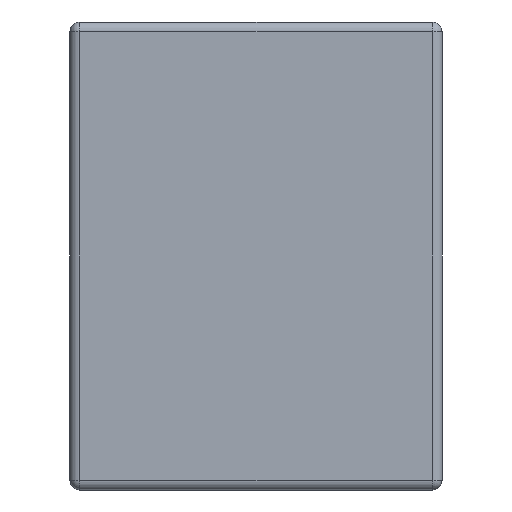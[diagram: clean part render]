
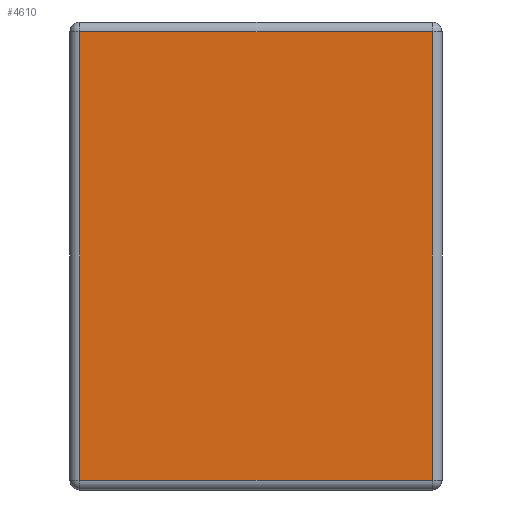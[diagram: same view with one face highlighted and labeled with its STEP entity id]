
A CAD part, left-side view. The second image highlights one B-rep face of the part: STEP entity #4610.
In plain terms, the highlighted planar face has unit normal (-1, 0, 0).
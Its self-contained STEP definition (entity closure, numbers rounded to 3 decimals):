
#181 = EDGE_CURVE ( 'NONE', #834, #2473, #4420, .T. ) ;
#444 = CARTESIAN_POINT ( 'NONE',  ( 0., 1.704, -0.046 ) ) ;
#526 = DIRECTION ( 'NONE',  ( 0., 0., 1. ) ) ;
#603 = EDGE_CURVE ( 'NONE', #4218, #704, #3904, .T. ) ;
#621 = CARTESIAN_POINT ( 'NONE',  ( 0., 1.75, -0.046 ) ) ;
#646 = CARTESIAN_POINT ( 'NONE',  ( 0., 0.046, -2.154 ) ) ;
#704 = VERTEX_POINT ( 'NONE', #3029 ) ;
#834 = VERTEX_POINT ( 'NONE', #646 ) ;
#1218 = VECTOR ( 'NONE', #1835, 1000. ) ;
#1443 = DIRECTION ( 'NONE',  ( 0., -1., 0. ) ) ;
#1759 = CARTESIAN_POINT ( 'NONE',  ( 0., 0.046, -0.046 ) ) ;
#1835 = DIRECTION ( 'NONE',  ( 0., 1., 0. ) ) ;
#1858 = LINE ( 'NONE', #1933, #2341 ) ;
#1933 = CARTESIAN_POINT ( 'NONE',  ( 0., 0., -2.154 ) ) ;
#2065 = VECTOR ( 'NONE', #526, 1000. ) ;
#2254 = DIRECTION ( 'NONE',  ( 0., 0., -1. ) ) ;
#2340 = ORIENTED_EDGE ( 'NONE', *, *, #2967, .T. ) ;
#2341 = VECTOR ( 'NONE', #1443, 1000. ) ;
#2414 = PLANE ( 'NONE',  #3685 ) ;
#2473 = VERTEX_POINT ( 'NONE', #1759 ) ;
#2507 = CARTESIAN_POINT ( 'NONE',  ( 0., 1.704, -2.2 ) ) ;
#2717 = DIRECTION ( 'NONE',  ( 0., 0., 1. ) ) ;
#2781 = CARTESIAN_POINT ( 'NONE',  ( 0., 0., 0. ) ) ;
#2954 = VECTOR ( 'NONE', #2254, 1000. ) ;
#2967 = EDGE_CURVE ( 'NONE', #704, #834, #1858, .T. ) ;
#3029 = CARTESIAN_POINT ( 'NONE',  ( 0., 1.704, -2.154 ) ) ;
#3058 = EDGE_CURVE ( 'NONE', #2473, #4218, #4369, .T. ) ;
#3070 = ORIENTED_EDGE ( 'NONE', *, *, #3058, .T. ) ;
#3407 = EDGE_LOOP ( 'NONE', ( #2340, #4007, #3070, #4277 ) ) ;
#3685 = AXIS2_PLACEMENT_3D ( 'NONE', #2781, #3832, #2717 ) ;
#3832 = DIRECTION ( 'NONE',  ( -1., 0., 0. ) ) ;
#3904 = LINE ( 'NONE', #2507, #2954 ) ;
#4007 = ORIENTED_EDGE ( 'NONE', *, *, #181, .T. ) ;
#4036 = FACE_OUTER_BOUND ( 'NONE', #3407, .T. ) ;
#4089 = CARTESIAN_POINT ( 'NONE',  ( 0., 0.046, 0. ) ) ;
#4218 = VERTEX_POINT ( 'NONE', #444 ) ;
#4277 = ORIENTED_EDGE ( 'NONE', *, *, #603, .T. ) ;
#4369 = LINE ( 'NONE', #621, #1218 ) ;
#4420 = LINE ( 'NONE', #4089, #2065 ) ;
#4610 = ADVANCED_FACE ( 'NONE', ( #4036 ), #2414, .T. ) ;
